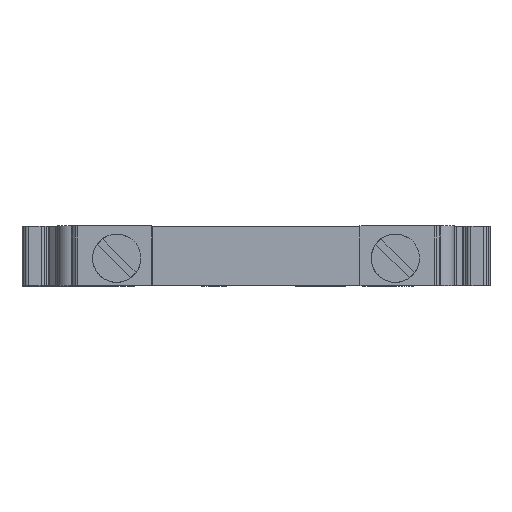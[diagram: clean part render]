
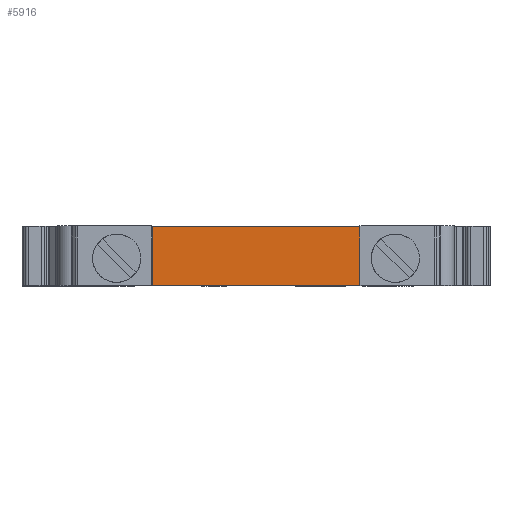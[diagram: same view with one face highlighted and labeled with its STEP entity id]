
A CAD part, top view. The second image highlights one B-rep face of the part: STEP entity #5916.
In plain terms, the highlighted planar face has unit normal (0, 0, 1).
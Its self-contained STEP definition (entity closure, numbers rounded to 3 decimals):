
#1064 = CARTESIAN_POINT ( 'NONE',  ( -3.35, 8., 37.201 ) ) ;
#1830 = LINE ( 'NONE', #33170, #8947 ) ;
#2106 = ORIENTED_EDGE ( 'NONE', *, *, #21684, .T. ) ;
#2139 = CARTESIAN_POINT ( 'NONE',  ( -31.35, 8., 37.201 ) ) ;
#5916 = ADVANCED_FACE ( 'NONE', ( #10344 ), #34001, .F. ) ;
#6029 = AXIS2_PLACEMENT_3D ( 'NONE', #2139, #10005, #21018 ) ;
#6890 = CARTESIAN_POINT ( 'NONE',  ( -31.35, 8., 37.201 ) ) ;
#7255 = DIRECTION ( 'NONE',  ( 0., -1., 0. ) ) ;
#7587 = CARTESIAN_POINT ( 'NONE',  ( -3.35, 8., 37.201 ) ) ;
#7701 = DIRECTION ( 'NONE',  ( 0., -1., 0. ) ) ;
#7745 = VECTOR ( 'NONE', #7701, 1000. ) ;
#8098 = VERTEX_POINT ( 'NONE', #20263 ) ;
#8431 = EDGE_LOOP ( 'NONE', ( #15818, #26397, #10574, #2106 ) ) ;
#8947 = VECTOR ( 'NONE', #22820, 1000. ) ;
#10005 = DIRECTION ( 'NONE',  ( 0., 0., -1. ) ) ;
#10072 = LINE ( 'NONE', #6890, #24606 ) ;
#10344 = FACE_OUTER_BOUND ( 'NONE', #8431, .T. ) ;
#10574 = ORIENTED_EDGE ( 'NONE', *, *, #30063, .T. ) ;
#12588 = EDGE_CURVE ( 'NONE', #23865, #8098, #31586, .T. ) ;
#12700 = LINE ( 'NONE', #18615, #7745 ) ;
#13972 = CARTESIAN_POINT ( 'NONE',  ( -31.35, 8., 37.201 ) ) ;
#15818 = ORIENTED_EDGE ( 'NONE', *, *, #12588, .F. ) ;
#18615 = CARTESIAN_POINT ( 'NONE',  ( -31.35, 8., 37.201 ) ) ;
#20263 = CARTESIAN_POINT ( 'NONE',  ( -3.35, 0., 37.201 ) ) ;
#20698 = VERTEX_POINT ( 'NONE', #13972 ) ;
#20742 = DIRECTION ( 'NONE',  ( 1., 0., 0. ) ) ;
#21018 = DIRECTION ( 'NONE',  ( -1., 0., 0. ) ) ;
#21684 = EDGE_CURVE ( 'NONE', #23178, #8098, #1830, .T. ) ;
#22012 = CARTESIAN_POINT ( 'NONE',  ( -31.35, 0., 37.201 ) ) ;
#22820 = DIRECTION ( 'NONE',  ( 1., 0., 0. ) ) ;
#23178 = VERTEX_POINT ( 'NONE', #22012 ) ;
#23865 = VERTEX_POINT ( 'NONE', #1064 ) ;
#24606 = VECTOR ( 'NONE', #20742, 1000. ) ;
#26397 = ORIENTED_EDGE ( 'NONE', *, *, #32853, .F. ) ;
#30063 = EDGE_CURVE ( 'NONE', #20698, #23178, #12700, .T. ) ;
#31586 = LINE ( 'NONE', #7587, #32292 ) ;
#32292 = VECTOR ( 'NONE', #7255, 1000. ) ;
#32853 = EDGE_CURVE ( 'NONE', #20698, #23865, #10072, .T. ) ;
#33170 = CARTESIAN_POINT ( 'NONE',  ( -31.35, 0., 37.201 ) ) ;
#34001 = PLANE ( 'NONE',  #6029 ) ;
